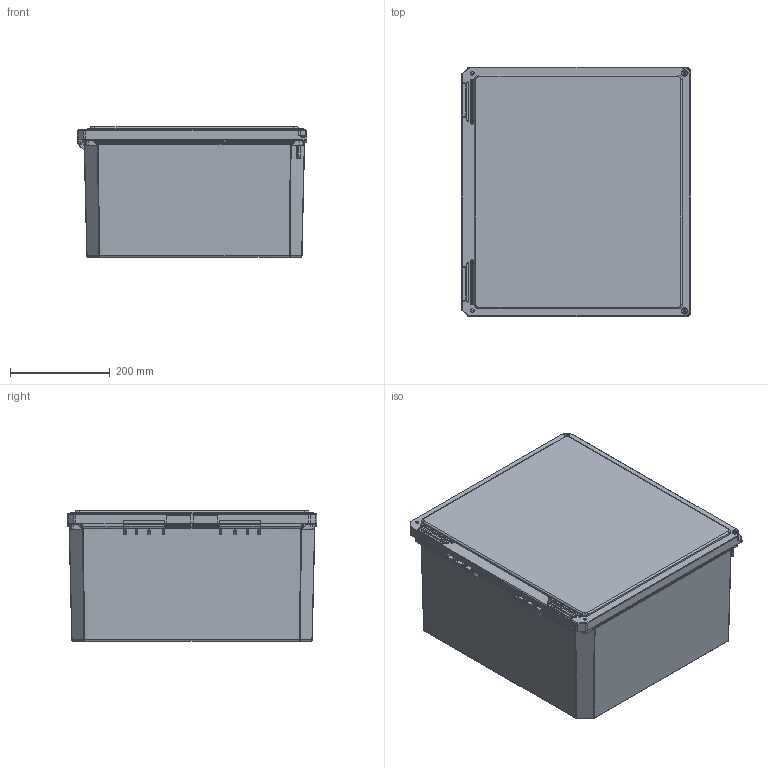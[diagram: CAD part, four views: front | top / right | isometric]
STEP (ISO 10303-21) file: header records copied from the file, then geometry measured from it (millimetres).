
FILE_DESCRIPTION(/* description */ (''),/* implementation_level */ '2;1');
FILE_NAME(/* name */ 'HW-181610CHSC.stp',/* time_stamp */ '2014-03-12T14:55:02-05:00',/* author */ ('pmescher'),/* organization */ (''),/* preprocessor_version */ 'ST-DEVELOPER v15.2',/* originating_system */ 'Autodesk Inventor 2014',/* authorisation */ '');
FILE_SCHEMA (('AUTOMOTIVE_DESIGN { 1 0 10303 214 3 1 1 }'));
Products named in the file (14): DS181610BOX; BRASS INSERT-(; BRASS INSERT-(_1; BRASS INSERT-(_2; RMHINGAT40006-04; DS181610CVR; GA1816; WP1816HWU; BRASS INSERT-(_3; 2016 Vanity Plug; DS COVER  BUSH; COVER SCREW; O_RING_COVER; DS181610HW_STP
Bounding box: 460.93 x 502.21 x 262.67 mm (x, y, z)
Volume: 4256328.4 mm3; surface area: 1907878.2 mm2
Topology: 29 solids, 29 shells, 2416 faces, 5985 edges, 3520 vertices
Faces by surface type: cylinder 922, plane 804, bspline 389, torus 161, cone 80, sphere 60
Full cylindrical faces by diameter (mm): 3.429 x2, 3.48 x4, 3.81 x2, 3.861 x8, 3.962 x16, 5.055 x2, 5.3 x2, 5.563 x2, 5.766 x2, 6.248 x16, 6.401 x4, 6.426 x4, 7.937 x1, 7.938 x1, 11.049 x2, 11.43 x2
Entity records: 81849 total; most frequent: CARTESIAN_POINT 31860, DIRECTION 10654, ORIENTED_EDGE 10254, EDGE_CURVE 5127, AXIS2_PLACEMENT_3D 4068, VERTEX_POINT 3102, LINE 2518, VECTOR 2518
